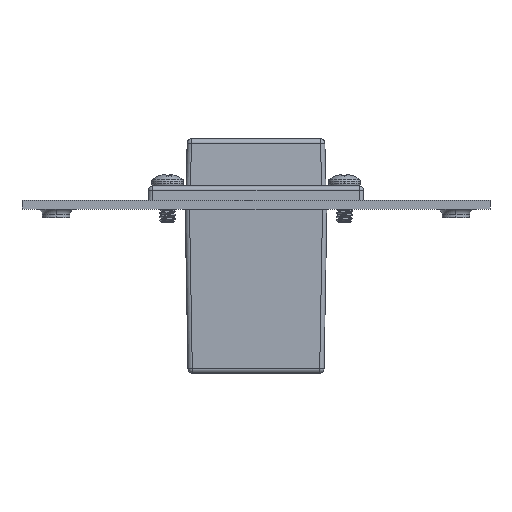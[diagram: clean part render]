
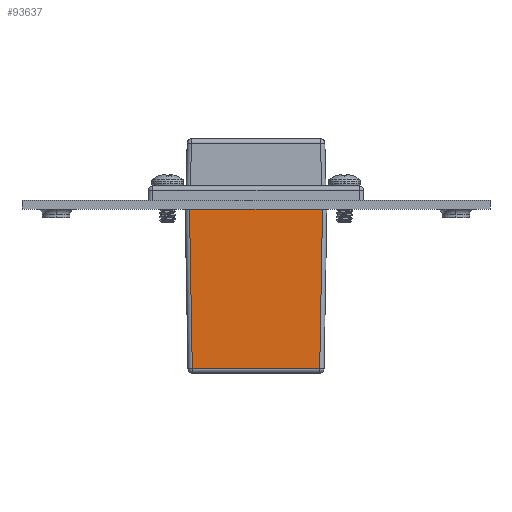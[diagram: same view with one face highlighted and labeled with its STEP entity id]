
A CAD part, left-side view. The second image highlights one B-rep face of the part: STEP entity #93637.
In plain terms, the highlighted face is planar.
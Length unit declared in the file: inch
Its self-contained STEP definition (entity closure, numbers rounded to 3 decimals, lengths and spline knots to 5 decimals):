
#2682 = EDGE_CURVE ( '??35', #45321, #119206, #85456, .T. ) ;
#5764 = CARTESIAN_POINT ( 'NONE',  ( 0.31642, -0.43977, -0.0406 ) ) ;
#7310 = LINE ( 'NONE', #75285, #86153 ) ;
#9785 = CARTESIAN_POINT ( 'NONE',  ( 0.31713, 0.47047, 0. ) ) ;
#11118 = EDGE_LOOP ( 'NONE', ( #88942, #99237, #63752, #56274 ) ) ;
#18681 = DIRECTION ( 'NONE',  ( 0., 1., 0. ) ) ;
#24521 = VECTOR ( 'NONE', #18681, 39.37008 ) ;
#28427 = PLANE ( 'NONE',  #66083 ) ;
#32330 = CARTESIAN_POINT ( 'NONE',  ( 0.33666, -0.46001, 1.11909 ) ) ;
#43116 = VERTEX_POINT ( 'NONE', #110095 ) ;
#45321 = VERTEX_POINT ( 'NONE', #32330 ) ;
#49406 = DIRECTION ( 'NONE',  ( 0., 1., 0. ) ) ;
#56274 = ORIENTED_EDGE ( 'NONE', *, *, #94048, .T. ) ;
#57295 = FACE_OUTER_BOUND ( 'NONE', #11118, .T. ) ;
#63752 = ORIENTED_EDGE ( 'NONE', *, *, #75538, .T. ) ;
#65075 = CARTESIAN_POINT ( 'NONE',  ( 0.33666, 0.46001, 1.11909 ) ) ;
#66083 = AXIS2_PLACEMENT_3D ( 'NONE', #9785, #125925, #96411 ) ;
#66777 = LINE ( 'NONE', #87282, #88903 ) ;
#75285 = CARTESIAN_POINT ( 'NONE',  ( 0.31685, -0.4402, -0.01589 ) ) ;
#75538 = EDGE_CURVE ( 'NONE', #90246, #43116, #66777, .T. ) ;
#76542 = DIRECTION ( 'NONE',  ( -0.017, 0.017, -1. ) ) ;
#83641 = EDGE_CURVE ( 'NONE', #45321, #90246, #7310, .T. ) ;
#85456 = LINE ( 'NONE', #88603, #24521 ) ;
#86153 = VECTOR ( 'NONE', #76542, 39.37008 ) ;
#86582 = VECTOR ( 'NONE', #105129, 39.37008 ) ;
#87282 = CARTESIAN_POINT ( 'NONE',  ( 0.31642, 0.47047, -0.0406 ) ) ;
#88603 = CARTESIAN_POINT ( 'NONE',  ( 0.33666, 0.47047, 1.11909 ) ) ;
#88903 = VECTOR ( 'NONE', #49406, 39.37008 ) ;
#88942 = ORIENTED_EDGE ( 'NONE', *, *, #2682, .F. ) ;
#90246 = VERTEX_POINT ( 'NONE', #5764 ) ;
#93637 = ADVANCED_FACE ( 'NONE', ( #57295 ), #28427, .T. ) ;
#94048 = EDGE_CURVE ( 'NONE', #43116, #119206, #116619, .T. ) ;
#96411 = DIRECTION ( 'NONE',  ( -0.017, 0., -1. ) ) ;
#99237 = ORIENTED_EDGE ( 'NONE', *, *, #83641, .T. ) ;
#105129 = DIRECTION ( 'NONE',  ( 0.017, 0.017, 1. ) ) ;
#110095 = CARTESIAN_POINT ( 'NONE',  ( 0.31642, 0.43977, -0.0406 ) ) ;
#114118 = CARTESIAN_POINT ( 'NONE',  ( 0.33667, 0.46002, 1.11962 ) ) ;
#116619 = LINE ( 'NONE', #114118, #86582 ) ;
#119206 = VERTEX_POINT ( 'NONE', #65075 ) ;
#125925 = DIRECTION ( 'NONE',  ( 1., 0., -0.017 ) ) ;
